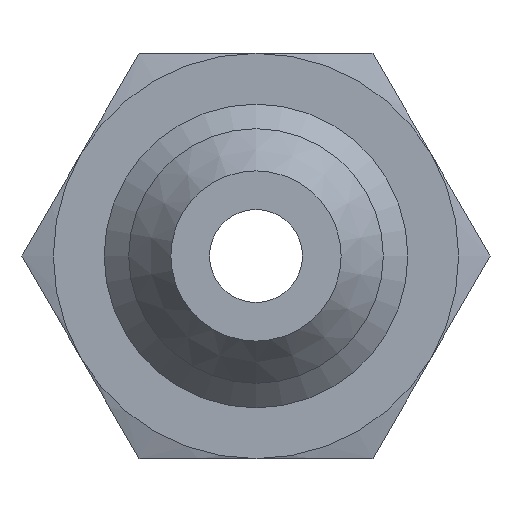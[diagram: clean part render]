
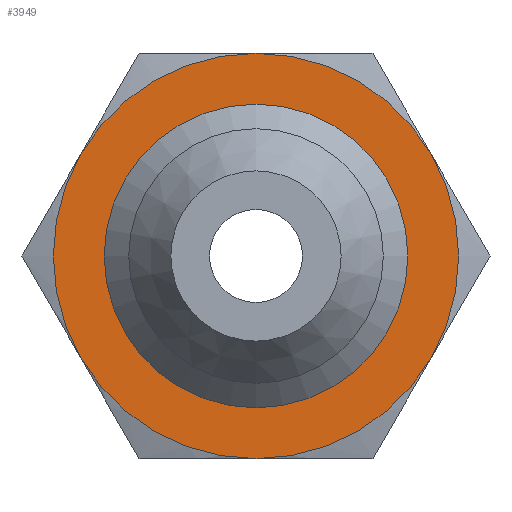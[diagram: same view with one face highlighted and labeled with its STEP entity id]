
A CAD part, left-side view. The second image highlights one B-rep face of the part: STEP entity #3949.
In plain terms, the highlighted planar face has unit normal (-1, 0, 0).
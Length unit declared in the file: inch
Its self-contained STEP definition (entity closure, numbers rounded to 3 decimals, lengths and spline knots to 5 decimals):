
#2904=CARTESIAN_POINT('',(0.0,0.,0.375));
#2905=VERTEX_POINT('',#2904);
#3388=CARTESIAN_POINT('',(0.0,0.,0.2395));
#3389=VERTEX_POINT('',#3388);
#3390=CARTESIAN_POINT('',(0.0,0.,0.));
#3391=DIRECTION('',(-1.0,0.0,0.0));
#3392=DIRECTION('',(0.0,0.0,-1.0));
#3393=AXIS2_PLACEMENT_3D('',#3390,#3391,#3392);
#3394=CIRCLE('',#3393,0.2395);
#3395=EDGE_CURVE('',#3389,#3389,#3394,.T.);
#3406=CARTESIAN_POINT('',(0.0,0.32476,0.1875));
#3407=VERTEX_POINT('',#3406);
#3421=CARTESIAN_POINT('',(0.0,0.0,0.0));
#3422=DIRECTION('',(-1.0,0.0,0.0));
#3423=DIRECTION('',(0.0,1.0,0.0));
#3424=AXIS2_PLACEMENT_3D('',#3421,#3422,#3423);
#3425=CIRCLE('',#3424,0.375);
#3426=EDGE_CURVE('',#2905,#3407,#3425,.T.);
#3436=CARTESIAN_POINT('',(0.0,-0.32476,0.1875));
#3437=VERTEX_POINT('',#3436);
#3452=CARTESIAN_POINT('',(0.0,0.0,0.0));
#3453=DIRECTION('',(-1.0,0.0,0.0));
#3454=DIRECTION('',(0.0,1.0,0.0));
#3455=AXIS2_PLACEMENT_3D('',#3452,#3453,#3454);
#3456=CIRCLE('',#3455,0.375);
#3457=EDGE_CURVE('',#3437,#2905,#3456,.T.);
#3469=CARTESIAN_POINT('',(0.0,-0.32476,-0.1875));
#3470=VERTEX_POINT('',#3469);
#3497=CARTESIAN_POINT('',(0.0,0.0,0.0));
#3498=DIRECTION('',(-1.0,0.0,0.0));
#3499=DIRECTION('',(0.0,1.0,0.0));
#3500=AXIS2_PLACEMENT_3D('',#3497,#3498,#3499);
#3501=CIRCLE('',#3500,0.375);
#3502=EDGE_CURVE('',#3470,#3437,#3501,.T.);
#3527=CARTESIAN_POINT('',(0.0,0.,-0.375));
#3528=VERTEX_POINT('',#3527);
#3529=CARTESIAN_POINT('',(0.0,0.0,0.0));
#3530=DIRECTION('',(-1.0,0.0,0.0));
#3531=DIRECTION('',(0.0,1.0,0.0));
#3532=AXIS2_PLACEMENT_3D('',#3529,#3530,#3531);
#3533=CIRCLE('',#3532,0.375);
#3534=EDGE_CURVE('',#3528,#3470,#3533,.T.);
#3572=CARTESIAN_POINT('',(0.0,0.32476,-0.1875));
#3573=VERTEX_POINT('',#3572);
#3574=CARTESIAN_POINT('',(0.0,0.0,0.0));
#3575=DIRECTION('',(-1.0,0.0,0.0));
#3576=DIRECTION('',(0.0,1.0,0.0));
#3577=AXIS2_PLACEMENT_3D('',#3574,#3575,#3576);
#3578=CIRCLE('',#3577,0.375);
#3579=EDGE_CURVE('',#3573,#3528,#3578,.T.);
#3617=CARTESIAN_POINT('',(0.0,0.0,0.0));
#3618=DIRECTION('',(-1.0,0.0,0.0));
#3619=DIRECTION('',(0.0,1.0,0.0));
#3620=AXIS2_PLACEMENT_3D('',#3617,#3618,#3619);
#3621=CIRCLE('',#3620,0.375);
#3622=EDGE_CURVE('',#3407,#3573,#3621,.T.);
#3933=CARTESIAN_POINT('',(0.0,0.,0.0));
#3934=DIRECTION('',(1.0,0.0,0.0));
#3935=DIRECTION('',(0.0,0.0,-1.0));
#3936=AXIS2_PLACEMENT_3D('',#3933,#3934,#3935);
#3937=PLANE('',#3936);
#3938=ORIENTED_EDGE('',*,*,#3622,.T.);
#3939=ORIENTED_EDGE('',*,*,#3579,.T.);
#3940=ORIENTED_EDGE('',*,*,#3534,.T.);
#3941=ORIENTED_EDGE('',*,*,#3502,.T.);
#3942=ORIENTED_EDGE('',*,*,#3457,.T.);
#3943=ORIENTED_EDGE('',*,*,#3426,.T.);
#3944=EDGE_LOOP('',(#3938,#3939,#3940,#3941,#3942,#3943));
#3945=FACE_OUTER_BOUND('',#3944,.T.);
#3946=ORIENTED_EDGE('',*,*,#3395,.F.);
#3947=EDGE_LOOP('',(#3946));
#3948=FACE_BOUND('',#3947,.T.);
#3949=ADVANCED_FACE('',(#3945,#3948),#3937,.F.);
